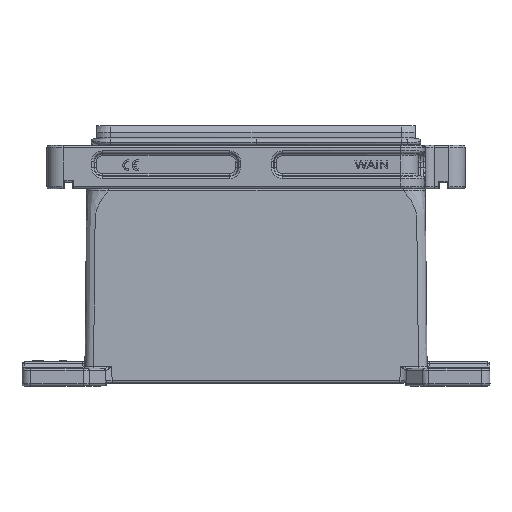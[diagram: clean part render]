
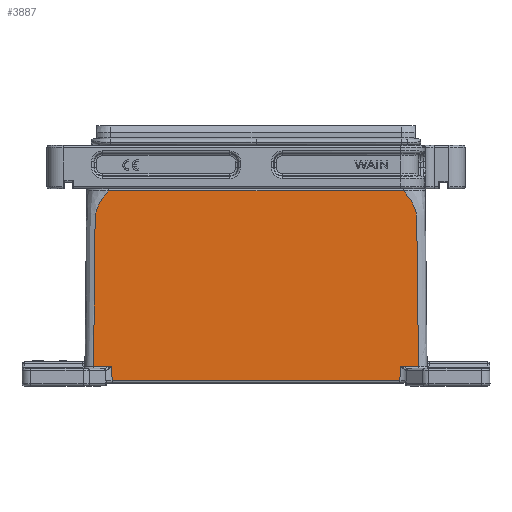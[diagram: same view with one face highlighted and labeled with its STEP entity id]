
A CAD part, top view. The second image highlights one B-rep face of the part: STEP entity #3887.
In plain terms, the highlighted planar face has unit normal (0, 0.011, 1).
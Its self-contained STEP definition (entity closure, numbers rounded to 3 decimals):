
#1771=B_SPLINE_CURVE_WITH_KNOTS('',3,(#44948,#44949,#44950,#44951,#44952,
#44953,#44954,#44955,#44956,#44957,#44958,#44959),.UNSPECIFIED.,.F.,.F.,
(4,2,2,2,2,4),(0.,0.125,0.188,0.25,
0.5,1.),.UNSPECIFIED.);
#1795=B_SPLINE_CURVE_WITH_KNOTS('',3,(#45522,#45523,#45524,#45525,#45526,
#45527,#45528,#45529,#45530,#45531,#45532,#45533,#45534,#45535,#45536,#45537,
#45538,#45539,#45540,#45541,#45542,#45543,#45544,#45545,#45546,#45547,#45548,
#45549,#45550,#45551,#45552,#45553,#45554,#45555,#45556,#45557,#45558,#45559,
#45560,#45561,#45562,#45563,#45564,#45565,#45566,#45567,#45568,#45569,#45570,
#45571,#45572),.UNSPECIFIED.,.F.,.F.,(4,2,1,1,1,1,1,1,2,2,2,2,1,1,1,2,2,
2,2,2,2,2,2,2,2,2,2,2,2,4),(0.,0.25,0.375,0.438,
0.469,0.484,0.492,0.496,
0.498,0.5,0.625,0.688,0.719,
0.734,0.742,0.746,0.75,
0.813,0.828,0.836,0.844,
0.859,0.867,0.871,0.875,
0.906,0.922,0.93,0.938,1.),
 .UNSPECIFIED.);
#1823=B_SPLINE_CURVE_WITH_KNOTS('',3,(#46001,#46002,#46003,#46004,#46005,
#46006,#46007),.UNSPECIFIED.,.F.,.F.,(4,3,4),(0.,0.01,1.),
 .UNSPECIFIED.);
#1825=B_SPLINE_CURVE_WITH_KNOTS('',3,(#46013,#46014,#46015,#46016),
 .UNSPECIFIED.,.F.,.F.,(4,4),(0.,1.),.UNSPECIFIED.);
#1826=B_SPLINE_CURVE_WITH_KNOTS('',3,(#46019,#46020,#46021,#46022),
 .UNSPECIFIED.,.F.,.F.,(4,4),(0.,1.),.UNSPECIFIED.);
#2852=PLANE('',#23265);
#3887=ADVANCED_FACE('NONE',(#5312),#2852,.T.);
#5312=FACE_OUTER_BOUND('',#6672,.T.);
#6672=EDGE_LOOP('',(#12206,#12207,#12208,#12209,#12210,#12211,#12212,#12213));
#12206=ORIENTED_EDGE('',*,*,#18863,.T.);
#12207=ORIENTED_EDGE('',*,*,#18688,.F.);
#12208=ORIENTED_EDGE('',*,*,#18861,.T.);
#12209=ORIENTED_EDGE('',*,*,#18864,.T.);
#12210=ORIENTED_EDGE('',*,*,#18735,.F.);
#12211=ORIENTED_EDGE('',*,*,#18801,.F.);
#12212=ORIENTED_EDGE('',*,*,#18821,.F.);
#12213=ORIENTED_EDGE('',*,*,#18865,.T.);
#15785=VERTEX_POINT('',#44738);
#15786=VERTEX_POINT('',#44745);
#15811=VERTEX_POINT('',#44960);
#15812=VERTEX_POINT('',#44961);
#15842=VERTEX_POINT('',#45326);
#15853=VERTEX_POINT('',#45521);
#15875=VERTEX_POINT('',#46000);
#15876=VERTEX_POINT('',#46017);
#18688=EDGE_CURVE('NONE',#15785,#15786,#20460,.T.);
#18735=EDGE_CURVE('NONE',#15811,#15812,#1771,.T.);
#18801=EDGE_CURVE('NONE',#15842,#15811,#20490,.T.);
#18821=EDGE_CURVE('NONE',#15853,#15842,#1795,.T.);
#18861=EDGE_CURVE('NONE',#15785,#15875,#1823,.T.);
#18863=EDGE_CURVE('NONE',#15876,#15786,#1825,.T.);
#18864=EDGE_CURVE('NONE',#15875,#15812,#20510,.T.);
#18865=EDGE_CURVE('NONE',#15853,#15876,#1826,.T.);
#20460=LINE('',#44744,#21739);
#20490=LINE('',#45327,#21769);
#20510=LINE('',#46018,#21789);
#21739=VECTOR('',#26901,1.);
#21769=VECTOR('',#27095,1.);
#21789=VECTOR('',#27163,1.);
#23265=AXIS2_PLACEMENT_3D('',#46023,#27164,#27165);
#26901=DIRECTION('',(-1.,0.,0.));
#27095=DIRECTION('',(1.,0.,0.));
#27163=DIRECTION('',(1.,0.,0.));
#27164=DIRECTION('',(0.,0.01,1.));
#27165=DIRECTION('',(0.,-1.,0.01));
#44738=CARTESIAN_POINT('',(174.411,2.311,-10.053));
#44744=CARTESIAN_POINT('',(38.439,2.311,-10.054));
#44745=CARTESIAN_POINT('',(41.554,2.311,-10.053));
#44948=CARTESIAN_POINT('',(175.942,90.011,-10.972));
#44949=CARTESIAN_POINT('',(178.167,87.668,-10.948));
#44950=CARTESIAN_POINT('',(180.187,84.959,-10.919));
#44951=CARTESIAN_POINT('',(181.906,80.139,-10.869));
#44952=CARTESIAN_POINT('',(182.21,78.41,-10.851));
#44953=CARTESIAN_POINT('',(182.259,74.939,-10.814));
#44954=CARTESIAN_POINT('',(182.269,73.203,-10.796));
#44955=CARTESIAN_POINT('',(182.361,64.526,-10.705));
#44956=CARTESIAN_POINT('',(182.432,57.584,-10.633));
#44957=CARTESIAN_POINT('',(182.651,36.758,-10.415));
#44958=CARTESIAN_POINT('',(182.796,22.874,-10.269));
#44959=CARTESIAN_POINT('',(182.942,8.99,-10.124));
#44960=CARTESIAN_POINT('',(175.942,90.011,-10.972));
#44961=CARTESIAN_POINT('',(182.942,8.99,-10.124));
#45326=CARTESIAN_POINT('',(40.023,90.011,-10.972));
#45327=CARTESIAN_POINT('',(32.63,90.011,-10.972));
#45521=CARTESIAN_POINT('',(33.024,8.99,-10.124));
#45522=CARTESIAN_POINT('',(33.024,8.99,-10.124));
#45523=CARTESIAN_POINT('',(33.105,16.737,-10.205));
#45524=CARTESIAN_POINT('',(33.181,23.997,-10.281));
#45525=CARTESIAN_POINT('',(33.287,34.156,-10.387));
#45526=CARTESIAN_POINT('',(33.338,39.053,-10.439));
#45527=CARTESIAN_POINT('',(33.395,44.446,-10.495));
#45528=CARTESIAN_POINT('',(33.422,47.062,-10.523));
#45529=CARTESIAN_POINT('',(33.436,48.35,-10.536));
#45530=CARTESIAN_POINT('',(33.442,48.99,-10.543));
#45531=CARTESIAN_POINT('',(33.446,49.308,-10.546));
#45532=CARTESIAN_POINT('',(33.447,49.444,-10.548));
#45533=CARTESIAN_POINT('',(33.448,49.535,-10.548));
#45534=CARTESIAN_POINT('',(33.448,49.526,-10.548));
#45535=CARTESIAN_POINT('',(33.516,55.982,-10.616));
#45536=CARTESIAN_POINT('',(33.567,60.854,-10.667));
#45537=CARTESIAN_POINT('',(33.62,65.934,-10.72));
#45538=CARTESIAN_POINT('',(33.634,67.255,-10.734));
#45539=CARTESIAN_POINT('',(33.649,68.681,-10.749));
#45540=CARTESIAN_POINT('',(33.655,69.255,-10.755));
#45541=CARTESIAN_POINT('',(33.659,69.68,-10.759));
#45542=CARTESIAN_POINT('',(33.661,69.832,-10.761));
#45543=CARTESIAN_POINT('',(33.661,69.884,-10.762));
#45544=CARTESIAN_POINT('',(33.662,69.916,-10.762));
#45545=CARTESIAN_POINT('',(33.661,69.891,-10.762));
#45546=CARTESIAN_POINT('',(33.671,70.778,-10.771));
#45547=CARTESIAN_POINT('',(33.691,72.448,-10.788));
#45548=CARTESIAN_POINT('',(33.721,75.666,-10.822));
#45549=CARTESIAN_POINT('',(33.729,76.223,-10.828));
#45550=CARTESIAN_POINT('',(33.747,76.93,-10.835));
#45551=CARTESIAN_POINT('',(33.754,77.144,-10.838));
#45552=CARTESIAN_POINT('',(33.772,77.528,-10.842));
#45553=CARTESIAN_POINT('',(33.78,77.667,-10.843));
#45554=CARTESIAN_POINT('',(33.817,78.207,-10.849));
#45555=CARTESIAN_POINT('',(33.857,78.575,-10.853));
#45556=CARTESIAN_POINT('',(33.942,79.136,-10.859));
#45557=CARTESIAN_POINT('',(33.975,79.324,-10.861));
#45558=CARTESIAN_POINT('',(34.031,79.609,-10.864));
#45559=CARTESIAN_POINT('',(34.051,79.704,-10.865));
#45560=CARTESIAN_POINT('',(34.092,79.895,-10.868));
#45561=CARTESIAN_POINT('',(34.125,80.035,-10.869));
#45562=CARTESIAN_POINT('',(34.238,80.504,-10.875));
#45563=CARTESIAN_POINT('',(34.418,81.155,-10.882));
#45564=CARTESIAN_POINT('',(34.899,82.432,-10.897));
#45565=CARTESIAN_POINT('',(35.095,82.907,-10.903));
#45566=CARTESIAN_POINT('',(35.459,83.681,-10.913));
#45567=CARTESIAN_POINT('',(35.592,83.95,-10.916));
#45568=CARTESIAN_POINT('',(35.885,84.504,-10.923));
#45569=CARTESIAN_POINT('',(36.067,84.829,-10.927));
#45570=CARTESIAN_POINT('',(37.432,87.122,-10.953));
#45571=CARTESIAN_POINT('',(38.79,88.704,-10.965));
#45572=CARTESIAN_POINT('',(40.022,90.011,-10.972));
#46000=CARTESIAN_POINT('',(174.507,8.989,-10.124));
#46001=CARTESIAN_POINT('',(174.41,2.244,-10.053));
#46002=CARTESIAN_POINT('',(174.411,2.266,-10.053));
#46003=CARTESIAN_POINT('',(174.411,2.288,-10.054));
#46004=CARTESIAN_POINT('',(174.411,2.311,-10.054));
#46005=CARTESIAN_POINT('',(174.443,4.537,-10.077));
#46006=CARTESIAN_POINT('',(174.475,6.763,-10.1));
#46007=CARTESIAN_POINT('',(174.507,8.989,-10.124));
#46013=CARTESIAN_POINT('',(41.459,8.99,-10.124));
#46014=CARTESIAN_POINT('',(41.49,6.763,-10.1));
#46015=CARTESIAN_POINT('',(41.522,4.537,-10.077));
#46016=CARTESIAN_POINT('',(41.554,2.311,-10.054));
#46017=CARTESIAN_POINT('',(41.459,8.99,-10.124));
#46018=CARTESIAN_POINT('',(25.911,8.99,-10.124));
#46019=CARTESIAN_POINT('',(33.024,8.99,-10.124));
#46020=CARTESIAN_POINT('',(35.835,8.99,-10.124));
#46021=CARTESIAN_POINT('',(38.647,8.99,-10.124));
#46022=CARTESIAN_POINT('',(41.459,8.99,-10.124));
#46023=CARTESIAN_POINT('',(25.911,91.,-10.983));
